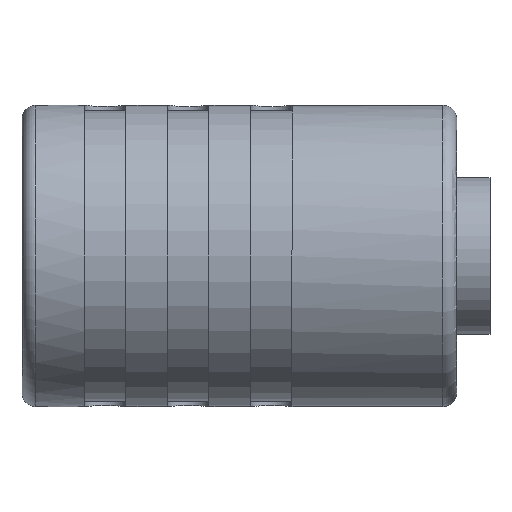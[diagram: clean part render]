
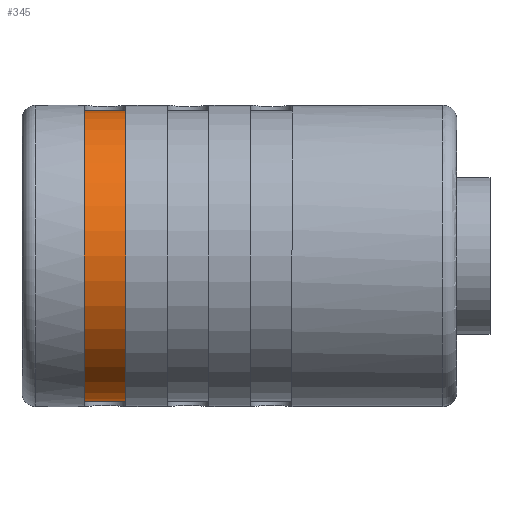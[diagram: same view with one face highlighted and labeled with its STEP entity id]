
A CAD part, front view. The second image highlights one B-rep face of the part: STEP entity #345.
In plain terms, the highlighted cylindrical face has radius 5.25 mm (diameter 10.5 mm), a partial arc.
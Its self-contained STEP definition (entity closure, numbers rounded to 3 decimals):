
#143=B_SPLINE_CURVE_WITH_KNOTS('',3,(#3422,#3423,#3424,#3425,#3426,#3427,
#3428,#3429,#3430,#3431,#3432,#3433,#3434,#3435,#3436,#3437,#3438,#3439,
#3440,#3441,#3442,#3443,#3444,#3445,#3446,#3447,#3448,#3449,#3450,#3451,
#3452),.UNSPECIFIED.,.F.,.F.,(4,3,3,3,3,3,3,3,3,3,4),(0.,0.107,
0.213,0.321,0.428,0.536,
0.642,0.748,0.856,0.964,1.),
 .UNSPECIFIED.);
#144=B_SPLINE_CURVE_WITH_KNOTS('',3,(#3453,#3454,#3455,#3456,#3457,#3458,
#3459,#3460,#3461,#3462,#3463,#3464,#3465,#3466,#3467,#3468,#3469,#3470,
#3471,#3472,#3473,#3474,#3475,#3476,#3477,#3478,#3479,#3480,#3481,#3482,
#3483),.UNSPECIFIED.,.F.,.F.,(4,3,3,3,3,3,3,3,3,3,4),(0.,0.107,
0.213,0.321,0.428,0.536,
0.642,0.748,0.856,0.964,1.),
 .UNSPECIFIED.);
#345=ADVANCED_FACE('',(#499),#416,.T.);
#416=CYLINDRICAL_SURFACE('',#2101,5.25);
#499=FACE_OUTER_BOUND('',#628,.T.);
#628=EDGE_LOOP('',(#1151,#1152,#1153,#1154));
#748=CIRCLE('',#2097,5.25);
#749=CIRCLE('',#2099,5.25);
#1151=ORIENTED_EDGE('',*,*,#1647,.T.);
#1152=ORIENTED_EDGE('',*,*,#1641,.T.);
#1153=ORIENTED_EDGE('',*,*,#1648,.T.);
#1154=ORIENTED_EDGE('',*,*,#1645,.F.);
#1409=VERTEX_POINT('',#3411);
#1410=VERTEX_POINT('',#3412);
#1411=VERTEX_POINT('',#3417);
#1412=VERTEX_POINT('',#3419);
#1641=EDGE_CURVE('',#1409,#1410,#748,.T.);
#1645=EDGE_CURVE('',#1411,#1412,#749,.T.);
#1647=EDGE_CURVE('',#1411,#1409,#143,.T.);
#1648=EDGE_CURVE('',#1410,#1412,#144,.T.);
#2097=AXIS2_PLACEMENT_3D('',#3410,#2583,#2584);
#2099=AXIS2_PLACEMENT_3D('',#3418,#2590,#2591);
#2101=AXIS2_PLACEMENT_3D('',#3484,#2595,#2596);
#2583=DIRECTION('',(-1.,0.,0.));
#2584=DIRECTION('',(0.,0.,-1.));
#2590=DIRECTION('',(-1.,0.,0.));
#2591=DIRECTION('',(0.,0.,-1.));
#2595=DIRECTION('',(-1.,0.,0.));
#2596=DIRECTION('',(0.,0.,-1.));
#3410=CARTESIAN_POINT('',(78.75,20.5,-3.5));
#3411=CARTESIAN_POINT('',(78.75,20.5,-8.75));
#3412=CARTESIAN_POINT('',(78.75,20.5,1.75));
#3417=CARTESIAN_POINT('',(77.25,20.5,-8.75));
#3418=CARTESIAN_POINT('',(77.25,20.5,-3.5));
#3419=CARTESIAN_POINT('',(77.25,20.5,1.75));
#3422=CARTESIAN_POINT('',(77.25,20.5,-8.75));
#3423=CARTESIAN_POINT('',(77.25,20.583,-8.75));
#3424=CARTESIAN_POINT('',(77.264,20.668,-8.748));
#3425=CARTESIAN_POINT('',(77.292,20.747,-8.744));
#3426=CARTESIAN_POINT('',(77.319,20.826,-8.74));
#3427=CARTESIAN_POINT('',(77.36,20.901,-8.735));
#3428=CARTESIAN_POINT('',(77.412,20.966,-8.729));
#3429=CARTESIAN_POINT('',(77.464,21.031,-8.723));
#3430=CARTESIAN_POINT('',(77.528,21.089,-8.717));
#3431=CARTESIAN_POINT('',(77.599,21.134,-8.712));
#3432=CARTESIAN_POINT('',(77.67,21.179,-8.706));
#3433=CARTESIAN_POINT('',(77.75,21.212,-8.702));
#3434=CARTESIAN_POINT('',(77.832,21.231,-8.699));
#3435=CARTESIAN_POINT('',(77.914,21.25,-8.696));
#3436=CARTESIAN_POINT('',(78.,21.255,-8.695));
#3437=CARTESIAN_POINT('',(78.083,21.245,-8.697));
#3438=CARTESIAN_POINT('',(78.166,21.236,-8.698));
#3439=CARTESIAN_POINT('',(78.248,21.213,-8.702));
#3440=CARTESIAN_POINT('',(78.323,21.177,-8.706));
#3441=CARTESIAN_POINT('',(78.398,21.141,-8.711));
#3442=CARTESIAN_POINT('',(78.468,21.092,-8.717));
#3443=CARTESIAN_POINT('',(78.527,21.033,-8.723));
#3444=CARTESIAN_POINT('',(78.587,20.974,-8.729));
#3445=CARTESIAN_POINT('',(78.637,20.904,-8.735));
#3446=CARTESIAN_POINT('',(78.674,20.829,-8.74));
#3447=CARTESIAN_POINT('',(78.711,20.753,-8.744));
#3448=CARTESIAN_POINT('',(78.735,20.67,-8.748));
#3449=CARTESIAN_POINT('',(78.745,20.586,-8.749));
#3450=CARTESIAN_POINT('',(78.748,20.558,-8.75));
#3451=CARTESIAN_POINT('',(78.75,20.529,-8.75));
#3452=CARTESIAN_POINT('',(78.75,20.5,-8.75));
#3453=CARTESIAN_POINT('',(78.75,20.5,1.75));
#3454=CARTESIAN_POINT('',(78.75,20.583,1.75));
#3455=CARTESIAN_POINT('',(78.736,20.668,1.748));
#3456=CARTESIAN_POINT('',(78.708,20.747,1.744));
#3457=CARTESIAN_POINT('',(78.681,20.826,1.74));
#3458=CARTESIAN_POINT('',(78.64,20.901,1.735));
#3459=CARTESIAN_POINT('',(78.588,20.966,1.729));
#3460=CARTESIAN_POINT('',(78.536,21.031,1.723));
#3461=CARTESIAN_POINT('',(78.472,21.089,1.717));
#3462=CARTESIAN_POINT('',(78.401,21.134,1.712));
#3463=CARTESIAN_POINT('',(78.33,21.179,1.706));
#3464=CARTESIAN_POINT('',(78.25,21.212,1.702));
#3465=CARTESIAN_POINT('',(78.168,21.231,1.699));
#3466=CARTESIAN_POINT('',(78.086,21.25,1.696));
#3467=CARTESIAN_POINT('',(78.,21.255,1.695));
#3468=CARTESIAN_POINT('',(77.917,21.245,1.697));
#3469=CARTESIAN_POINT('',(77.834,21.236,1.698));
#3470=CARTESIAN_POINT('',(77.752,21.213,1.702));
#3471=CARTESIAN_POINT('',(77.677,21.177,1.706));
#3472=CARTESIAN_POINT('',(77.602,21.141,1.711));
#3473=CARTESIAN_POINT('',(77.532,21.092,1.717));
#3474=CARTESIAN_POINT('',(77.473,21.033,1.723));
#3475=CARTESIAN_POINT('',(77.413,20.974,1.729));
#3476=CARTESIAN_POINT('',(77.363,20.904,1.735));
#3477=CARTESIAN_POINT('',(77.326,20.829,1.74));
#3478=CARTESIAN_POINT('',(77.289,20.753,1.744));
#3479=CARTESIAN_POINT('',(77.265,20.67,1.748));
#3480=CARTESIAN_POINT('',(77.255,20.586,1.749));
#3481=CARTESIAN_POINT('',(77.252,20.558,1.75));
#3482=CARTESIAN_POINT('',(77.25,20.529,1.75));
#3483=CARTESIAN_POINT('',(77.25,20.5,1.75));
#3484=CARTESIAN_POINT('',(78.75,20.5,-3.5));
